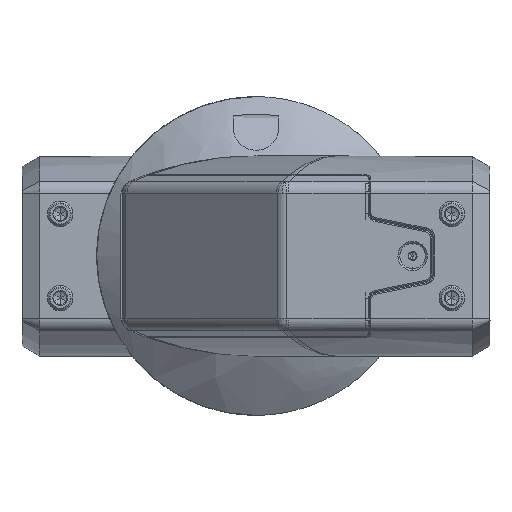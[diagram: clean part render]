
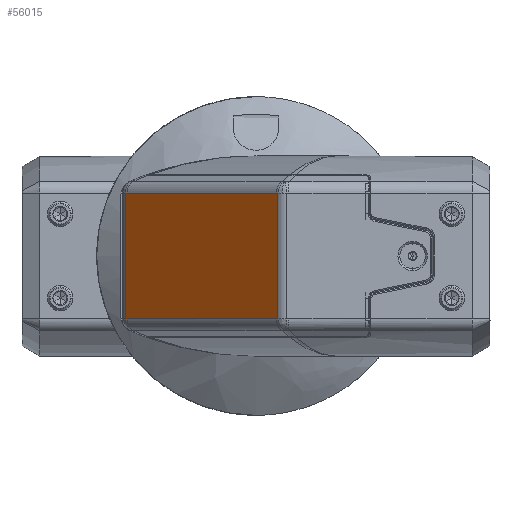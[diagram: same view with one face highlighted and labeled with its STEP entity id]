
A CAD part, front view. The second image highlights one B-rep face of the part: STEP entity #56015.
In plain terms, the highlighted planar face has unit normal (-0.707, -0.707, 0).
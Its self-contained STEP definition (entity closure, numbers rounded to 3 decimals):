
#1879 = VERTEX_POINT ( 'NONE', #133983 ) ;
#2403 = LINE ( 'NONE', #125871, #35988 ) ;
#2592 = CARTESIAN_POINT ( 'NONE',  ( -50.858, -157.708, 24.695 ) ) ;
#3952 = CARTESIAN_POINT ( 'NONE',  ( -51.036, -157.53, 24.66 ) ) ;
#8423 = CARTESIAN_POINT ( 'NONE',  ( 8.609, -217.175, 24.66 ) ) ;
#8842 = CARTESIAN_POINT ( 'NONE',  ( 8.609, -217.175, -24.66 ) ) ;
#13937 = CARTESIAN_POINT ( 'NONE',  ( -50.522, -158.044, 24.72 ) ) ;
#14599 = VERTEX_POINT ( 'NONE', #8842 ) ;
#17776 = CARTESIAN_POINT ( 'NONE',  ( 8.609, -217.175, -24.66 ) ) ;
#22804 = ORIENTED_EDGE ( 'NONE', *, *, #77861, .T. ) ;
#23929 = VERTEX_POINT ( 'NONE', #33416 ) ;
#26105 = CARTESIAN_POINT ( 'NONE',  ( -50.47, -158.096, -24.72 ) ) ;
#27063 = ORIENTED_EDGE ( 'NONE', *, *, #29512, .F. ) ;
#28410 = DIRECTION ( 'NONE',  ( -0.707, -0.707, 0. ) ) ;
#29512 = EDGE_CURVE ( 'NONE', #23929, #29972, #80786, .T. ) ;
#29513 = VERTEX_POINT ( 'NONE', #3952 ) ;
#29972 = VERTEX_POINT ( 'NONE', #57109 ) ;
#33416 = CARTESIAN_POINT ( 'NONE',  ( -50.47, -158.096, -24.72 ) ) ;
#34461 = CARTESIAN_POINT ( 'NONE',  ( 8.609, -217.175, 24.66 ) ) ;
#35988 = VECTOR ( 'NONE', #37899, 1000. ) ;
#37532 = CARTESIAN_POINT ( 'NONE',  ( -50.643, -157.923, -24.717 ) ) ;
#37899 = DIRECTION ( 'NONE',  ( 0., 0., -1. ) ) ;
#38469 = LINE ( 'NONE', #134286, #124629 ) ;
#38953 = CARTESIAN_POINT ( 'NONE',  ( -5.303, -203.263, -24.72 ) ) ;
#42050 = LINE ( 'NONE', #38953, #68527 ) ;
#45667 = EDGE_LOOP ( 'NONE', ( #22804, #78566, #80373, #136265, #47096, #72274, #141741, #27063 ) ) ;
#47096 = ORIENTED_EDGE ( 'NONE', *, *, #70096, .T. ) ;
#47731 = EDGE_CURVE ( 'NONE', #139726, #98210, #90176, .T. ) ;
#48933 = CARTESIAN_POINT ( 'NONE',  ( -50.98, -157.586, -24.672 ) ) ;
#51896 = CARTESIAN_POINT ( 'NONE',  ( 8.232, -216.798, -24.72 ) ) ;
#52680 = EDGE_CURVE ( 'NONE', #14599, #98210, #134563, .T. ) ;
#56015 = ADVANCED_FACE ( 'NONE', ( #65824 ), #129244, .T. ) ;
#57109 = CARTESIAN_POINT ( 'NONE',  ( -51.036, -157.53, -24.66 ) ) ;
#58386 = CARTESIAN_POINT ( 'NONE',  ( -50.47, -158.096, 24.72 ) ) ;
#58842 = CARTESIAN_POINT ( 'NONE',  ( -51.036, -157.53, 24.66 ) ) ;
#60131 = DIRECTION ( 'NONE',  ( 0., 0., 1. ) ) ;
#61369 = CARTESIAN_POINT ( 'NONE',  ( 8.044, -216.61, 24.72 ) ) ;
#64699 = CARTESIAN_POINT ( 'NONE',  ( 8.232, -216.798, 24.72 ) ) ;
#65824 = FACE_OUTER_BOUND ( 'NONE', #45667, .T. ) ;
#68527 = VECTOR ( 'NONE', #96918, 1000. ) ;
#70096 = EDGE_CURVE ( 'NONE', #139726, #143316, #38469, .T. ) ;
#72274 = ORIENTED_EDGE ( 'NONE', *, *, #113541, .F. ) ;
#75479 = EDGE_CURVE ( 'NONE', #29513, #29972, #2403, .T. ) ;
#77824 = DIRECTION ( 'NONE',  ( -0.707, 0.707, 0. ) ) ;
#77861 = EDGE_CURVE ( 'NONE', #23929, #1879, #42050, .T. ) ;
#78566 = ORIENTED_EDGE ( 'NONE', *, *, #94147, .F. ) ;
#80373 = ORIENTED_EDGE ( 'NONE', *, *, #52680, .T. ) ;
#80786 =( BOUNDED_CURVE ( )  B_SPLINE_CURVE ( 3, ( #26105, #93600, #37532, #116147, #48933, #127406 ),
 .UNSPECIFIED., .F., .F. ) 
 B_SPLINE_CURVE_WITH_KNOTS ( ( 4, 1, 1, 4 ),
 ( 0., 0.215, 0.704, 1. ),
 .UNSPECIFIED. ) 
 CURVE ( )  GEOMETRIC_REPRESENTATION_ITEM ( )  RATIONAL_B_SPLINE_CURVE ( ( 1.101, 1.101, 1.101, 1.101, 1.101, 1.101 ) ) 
 REPRESENTATION_ITEM ( '' )  );
#81268 = CARTESIAN_POINT ( 'NONE',  ( 8.609, -217.175, -28. ) ) ;
#81449 = CARTESIAN_POINT ( 'NONE',  ( -50.67, -157.896, 24.716 ) ) ;
#90176 = B_SPLINE_CURVE_WITH_KNOTS ( 'NONE', 3,
 ( #120114, #64699, #131907, #8423 ),
 .UNSPECIFIED., .F., .F.,
 ( 4, 4 ),
 ( 0., 1. ),
 .UNSPECIFIED. ) ;
#92606 = B_SPLINE_CURVE_WITH_KNOTS ( 'NONE', 3,
 ( #17776, #107865, #51896, #130378 ),
 .UNSPECIFIED., .F., .F.,
 ( 4, 4 ),
 ( 0., 1. ),
 .UNSPECIFIED. ) ;
#92716 = CARTESIAN_POINT ( 'NONE',  ( -50.47, -158.096, 24.72 ) ) ;
#93600 = CARTESIAN_POINT ( 'NONE',  ( -50.511, -158.055, -24.72 ) ) ;
#94147 = EDGE_CURVE ( 'NONE', #14599, #1879, #92606, .T. ) ;
#94306 = AXIS2_PLACEMENT_3D ( 'NONE', #95884, #28410, #107208 ) ;
#95884 = CARTESIAN_POINT ( 'NONE',  ( -5.303, -203.263, -28. ) ) ;
#96918 = DIRECTION ( 'NONE',  ( 0.707, -0.707, 0. ) ) ;
#98210 = VERTEX_POINT ( 'NONE', #34461 ) ;
#103535 = CARTESIAN_POINT ( 'NONE',  ( -50.995, -157.572, 24.669 ) ) ;
#104685 = VECTOR ( 'NONE', #60131, 1000. ) ;
#107208 = DIRECTION ( 'NONE',  ( 0.707, -0.707, 0. ) ) ;
#107865 = CARTESIAN_POINT ( 'NONE',  ( 8.421, -216.987, -24.7 ) ) ;
#113541 = EDGE_CURVE ( 'NONE', #29513, #143316, #115489, .T. ) ;
#115489 =( BOUNDED_CURVE ( )  B_SPLINE_CURVE ( 3, ( #58842, #103535, #2592, #81449, #13937, #92716 ),
 .UNSPECIFIED., .F., .F. ) 
 B_SPLINE_CURVE_WITH_KNOTS ( ( 4, 1, 1, 4 ),
 ( 0., 0.218, 0.722, 1. ),
 .UNSPECIFIED. ) 
 CURVE ( )  GEOMETRIC_REPRESENTATION_ITEM ( )  RATIONAL_B_SPLINE_CURVE ( ( 1.101, 1.101, 1.101, 1.101, 1.101, 1.101 ) ) 
 REPRESENTATION_ITEM ( '' )  );
#116147 = CARTESIAN_POINT ( 'NONE',  ( -50.832, -157.734, -24.699 ) ) ;
#120114 = CARTESIAN_POINT ( 'NONE',  ( 8.044, -216.61, 24.72 ) ) ;
#124629 = VECTOR ( 'NONE', #77824, 1000. ) ;
#125871 = CARTESIAN_POINT ( 'NONE',  ( -51.036, -157.53, -28. ) ) ;
#127406 = CARTESIAN_POINT ( 'NONE',  ( -51.036, -157.53, -24.66 ) ) ;
#129244 = PLANE ( 'NONE',  #94306 ) ;
#130378 = CARTESIAN_POINT ( 'NONE',  ( 8.044, -216.61, -24.72 ) ) ;
#131907 = CARTESIAN_POINT ( 'NONE',  ( 8.421, -216.987, 24.7 ) ) ;
#133983 = CARTESIAN_POINT ( 'NONE',  ( 8.044, -216.61, -24.72 ) ) ;
#134286 = CARTESIAN_POINT ( 'NONE',  ( -5.303, -203.263, 24.72 ) ) ;
#134563 = LINE ( 'NONE', #81268, #104685 ) ;
#136265 = ORIENTED_EDGE ( 'NONE', *, *, #47731, .F. ) ;
#139726 = VERTEX_POINT ( 'NONE', #61369 ) ;
#141741 = ORIENTED_EDGE ( 'NONE', *, *, #75479, .T. ) ;
#143316 = VERTEX_POINT ( 'NONE', #58386 ) ;
